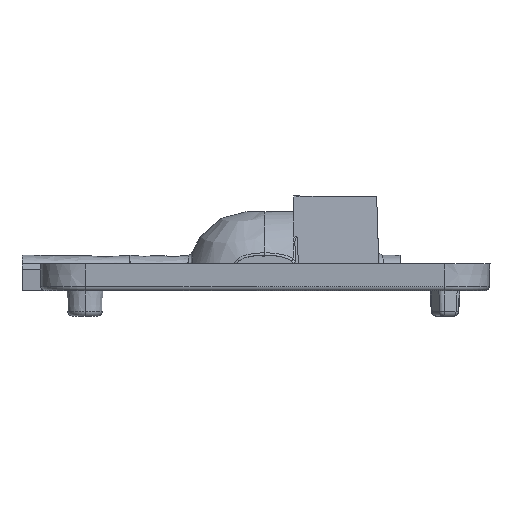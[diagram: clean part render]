
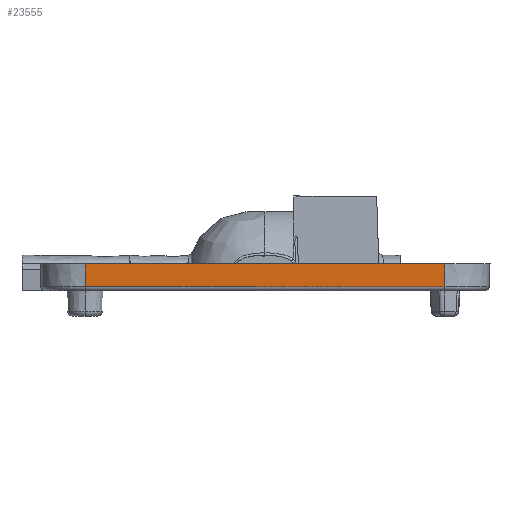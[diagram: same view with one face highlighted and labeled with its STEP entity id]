
A CAD part, left-side view. The second image highlights one B-rep face of the part: STEP entity #23555.
In plain terms, the highlighted planar face has unit normal (-0.999, 0, -0.035).
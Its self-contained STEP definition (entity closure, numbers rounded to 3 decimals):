
#278 = VERTEX_POINT ( 'NONE', #14569 ) ;
#706 = CARTESIAN_POINT ( 'NONE',  ( -37.5, 10., 1.5 ) ) ;
#741 = CARTESIAN_POINT ( 'NONE',  ( -37.5, 0., 1.5 ) ) ;
#1540 = CARTESIAN_POINT ( 'NONE',  ( -37.456, -10., 0.241 ) ) ;
#2698 = PLANE ( 'NONE',  #6796 ) ;
#3873 = EDGE_CURVE ( 'NONE', #3960, #17172, #11349, .T. ) ;
#3960 = VERTEX_POINT ( 'NONE', #1540 ) ;
#4559 = CARTESIAN_POINT ( 'NONE',  ( -37.456, 0., 0.241 ) ) ;
#4610 = DIRECTION ( 'NONE',  ( -0.035, 0., 0.999 ) ) ;
#4618 = VERTEX_POINT ( 'NONE', #18331 ) ;
#5159 = CARTESIAN_POINT ( 'NONE',  ( -37.5, -10., 1.5 ) ) ;
#6055 = VECTOR ( 'NONE', #15873, 1000. ) ;
#6796 = AXIS2_PLACEMENT_3D ( 'NONE', #741, #15918, #4610 ) ;
#8349 = DIRECTION ( 'NONE',  ( 0., -1., 0. ) ) ;
#8541 = ORIENTED_EDGE ( 'NONE', *, *, #14062, .T. ) ;
#9139 = ORIENTED_EDGE ( 'NONE', *, *, #3873, .T. ) ;
#10329 = DIRECTION ( 'NONE',  ( 0., -1., 0. ) ) ;
#10654 = EDGE_CURVE ( 'NONE', #278, #4618, #16081, .T. ) ;
#10685 = DIRECTION ( 'NONE',  ( -0.035, 0., 0.999 ) ) ;
#11349 = LINE ( 'NONE', #5159, #22042 ) ;
#11575 = FACE_OUTER_BOUND ( 'NONE', #23888, .T. ) ;
#11799 = ORIENTED_EDGE ( 'NONE', *, *, #10654, .T. ) ;
#14062 = EDGE_CURVE ( 'NONE', #4618, #3960, #23714, .T. ) ;
#14569 = CARTESIAN_POINT ( 'NONE',  ( -37.5, 10., 1.5 ) ) ;
#15873 = DIRECTION ( 'NONE',  ( 0.035, 0., -0.999 ) ) ;
#15918 = DIRECTION ( 'NONE',  ( -0.999, 0., -0.035 ) ) ;
#16081 = LINE ( 'NONE', #706, #6055 ) ;
#17172 = VERTEX_POINT ( 'NONE', #24110 ) ;
#17861 = CARTESIAN_POINT ( 'NONE',  ( -37.5, 0., 1.5 ) ) ;
#18182 = VECTOR ( 'NONE', #10329, 1000. ) ;
#18331 = CARTESIAN_POINT ( 'NONE',  ( -37.456, 10., 0.241 ) ) ;
#18659 = VECTOR ( 'NONE', #8349, 1000. ) ;
#18894 = EDGE_CURVE ( 'NONE', #278, #17172, #23259, .T. ) ;
#19230 = ORIENTED_EDGE ( 'NONE', *, *, #18894, .F. ) ;
#22042 = VECTOR ( 'NONE', #10685, 1000. ) ;
#23259 = LINE ( 'NONE', #17861, #18182 ) ;
#23555 = ADVANCED_FACE ( 'NONE', ( #11575 ), #2698, .T. ) ;
#23714 = LINE ( 'NONE', #4559, #18659 ) ;
#23888 = EDGE_LOOP ( 'NONE', ( #11799, #8541, #9139, #19230 ) ) ;
#24110 = CARTESIAN_POINT ( 'NONE',  ( -37.5, -10., 1.5 ) ) ;
